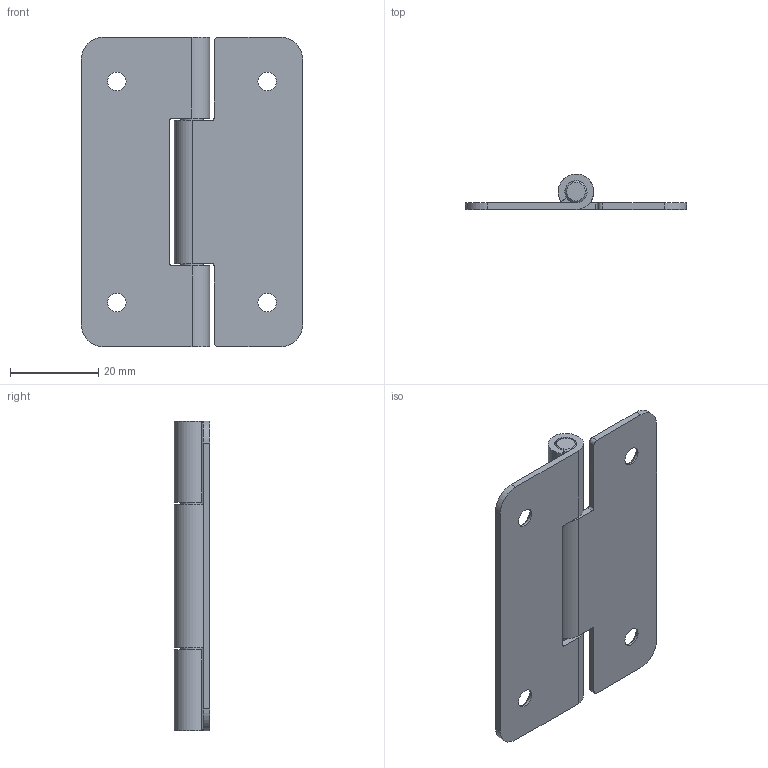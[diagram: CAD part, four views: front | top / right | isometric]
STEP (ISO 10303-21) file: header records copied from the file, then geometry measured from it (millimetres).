
FILE_DESCRIPTION(/* description */ (''),/* implementation_level */ '2;1');
FILE_NAME(/* name */ 'H-TC7050-15.stp',/* time_stamp */ '2023-02-22T15:48:18+09:00',/* author */ ('user'),/* organization */ (''),/* preprocessor_version */ 'ST-DEVELOPER v15.6',/* originating_system */ 'Autodesk Inventor 2015',/* authorisation */ '');
FILE_SCHEMA (('AUTOMOTIVE_DESIGN { 1 0 10303 214 3 1 1 }'));
Products named in the file (4): 일반_날개1; 일반_날개2; 일반_핀; H-TC7050-15
Bounding box: 50 x 7.99 x 70 mm (x, y, z)
Volume: 7724.4 mm3; surface area: 10419.4 mm2
Topology: 3 solids, 3 shells, 49 faces, 125 edges, 82 vertices
Faces by surface type: plane 22, cylinder 21, cone 6
Full cylindrical faces by diameter (mm): 4.2 x4, 5 x1
Entity records: 1540 total; most frequent: DIRECTION 272, CARTESIAN_POINT 248, ORIENTED_EDGE 224, EDGE_CURVE 112, AXIS2_PLACEMENT_3D 104, VERTEX_POINT 80, EDGE_LOOP 68, LINE 64
